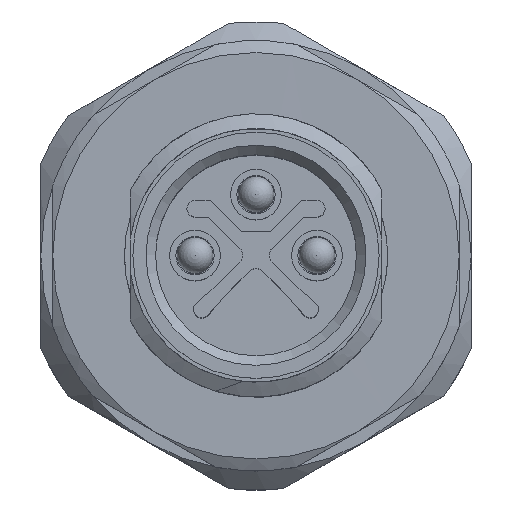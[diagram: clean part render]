
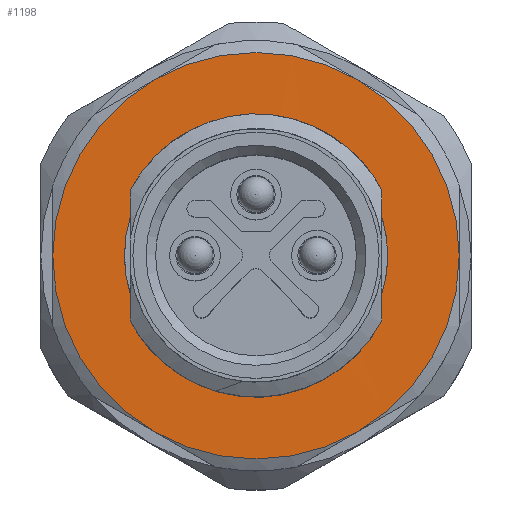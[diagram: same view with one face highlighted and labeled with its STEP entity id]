
A CAD part, top view. The second image highlights one B-rep face of the part: STEP entity #1198.
In plain terms, the highlighted planar face has unit normal (0, 0, 1).
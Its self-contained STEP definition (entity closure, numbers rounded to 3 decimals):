
#737=B_SPLINE_CURVE_WITH_KNOTS('',3,(#5938,#5939,#5940,#5941,#5942,#5943),
 .UNSPECIFIED.,.F.,.F.,(4,2,4),(0.,0.5,1.),.UNSPECIFIED.);
#740=B_SPLINE_CURVE_WITH_KNOTS('',3,(#5958,#5959,#5960,#5961),
 .UNSPECIFIED.,.F.,.F.,(4,4),(0.,1.),.UNSPECIFIED.);
#743=B_SPLINE_CURVE_WITH_KNOTS('',3,(#5973,#5974,#5975,#5976),
 .UNSPECIFIED.,.F.,.F.,(4,4),(0.,1.),.UNSPECIFIED.);
#745=B_SPLINE_CURVE_WITH_KNOTS('',3,(#5983,#5984,#5985,#5986),
 .UNSPECIFIED.,.F.,.F.,(4,4),(0.,1.),.UNSPECIFIED.);
#749=B_SPLINE_CURVE_WITH_KNOTS('',3,(#6011,#6012,#6013,#6014),
 .UNSPECIFIED.,.F.,.F.,(4,4),(0.,1.),.UNSPECIFIED.);
#750=B_SPLINE_CURVE_WITH_KNOTS('',3,(#6075,#6076,#6077,#6078),
 .UNSPECIFIED.,.F.,.F.,(4,4),(0.,1.),.UNSPECIFIED.);
#751=B_SPLINE_CURVE_WITH_KNOTS('',3,(#6084,#6085,#6086,#6087),
 .UNSPECIFIED.,.F.,.F.,(4,4),(0.,1.),.UNSPECIFIED.);
#752=B_SPLINE_CURVE_WITH_KNOTS('',3,(#6092,#6093,#6094,#6095),
 .UNSPECIFIED.,.F.,.F.,(4,4),(0.,1.),.UNSPECIFIED.);
#1198=ADVANCED_FACE('',(#1499,#1500),#1436,.T.);
#1436=PLANE('',#4686);
#1499=FACE_BOUND('',#1625,.T.);
#1500=FACE_BOUND('',#1626,.T.);
#1625=EDGE_LOOP('',(#2045,#2046,#2047,#2048,#2049,#2050,#2051,#2052,#2053,
#2054));
#1626=EDGE_LOOP('',(#2055,#2056,#2057,#2058,#2059,#2060));
#2045=ORIENTED_EDGE('',*,*,#3885,.F.);
#2046=ORIENTED_EDGE('',*,*,#3881,.F.);
#2047=ORIENTED_EDGE('',*,*,#3867,.T.);
#2048=ORIENTED_EDGE('',*,*,#3870,.T.);
#2049=ORIENTED_EDGE('',*,*,#3880,.T.);
#2050=ORIENTED_EDGE('',*,*,#3884,.F.);
#2051=ORIENTED_EDGE('',*,*,#3886,.F.);
#2052=ORIENTED_EDGE('',*,*,#3875,.F.);
#2053=ORIENTED_EDGE('',*,*,#3873,.T.);
#2054=ORIENTED_EDGE('',*,*,#3887,.F.);
#2055=ORIENTED_EDGE('',*,*,#3865,.F.);
#2056=ORIENTED_EDGE('',*,*,#3864,.F.);
#2057=ORIENTED_EDGE('',*,*,#3863,.F.);
#2058=ORIENTED_EDGE('',*,*,#3862,.F.);
#2059=ORIENTED_EDGE('',*,*,#3861,.F.);
#2060=ORIENTED_EDGE('',*,*,#3860,.F.);
#3335=VERTEX_POINT('',#5828);
#3338=VERTEX_POINT('',#5844);
#3341=VERTEX_POINT('',#5860);
#3344=VERTEX_POINT('',#5876);
#3347=VERTEX_POINT('',#5892);
#3350=VERTEX_POINT('',#5908);
#3352=VERTEX_POINT('',#5937);
#3353=VERTEX_POINT('',#5944);
#3355=VERTEX_POINT('',#5957);
#3356=VERTEX_POINT('',#5971);
#3358=VERTEX_POINT('',#5977);
#3359=VERTEX_POINT('',#5987);
#3362=VERTEX_POINT('',#6010);
#3363=VERTEX_POINT('',#6079);
#3364=VERTEX_POINT('',#6083);
#3365=VERTEX_POINT('',#6090);
#3860=EDGE_CURVE('',#3350,#3335,#4529,.T.);
#3861=EDGE_CURVE('',#3335,#3338,#4530,.T.);
#3862=EDGE_CURVE('',#3338,#3341,#4531,.T.);
#3863=EDGE_CURVE('',#3341,#3344,#4532,.T.);
#3864=EDGE_CURVE('',#3344,#3347,#4533,.T.);
#3865=EDGE_CURVE('',#3347,#3350,#4534,.T.);
#3867=EDGE_CURVE('',#3353,#3352,#737,.T.);
#3870=EDGE_CURVE('',#3352,#3355,#740,.T.);
#3873=EDGE_CURVE('',#3358,#3356,#743,.T.);
#3875=EDGE_CURVE('',#3358,#3359,#745,.T.);
#3880=EDGE_CURVE('',#3355,#3362,#749,.T.);
#3881=EDGE_CURVE('',#3353,#3363,#750,.T.);
#3884=EDGE_CURVE('',#3364,#3362,#751,.T.);
#3885=EDGE_CURVE('',#3363,#3365,#4535,.T.);
#3886=EDGE_CURVE('',#3359,#3364,#4536,.T.);
#3887=EDGE_CURVE('',#3365,#3356,#752,.T.);
#4529=CIRCLE('',#4666,8.5);
#4530=CIRCLE('',#4668,8.5);
#4531=CIRCLE('',#4670,8.5);
#4532=CIRCLE('',#4672,8.5);
#4533=CIRCLE('',#4674,8.5);
#4534=CIRCLE('',#4676,8.5);
#4535=CIRCLE('',#4684,5.5);
#4536=CIRCLE('',#4685,5.5);
#4666=AXIS2_PLACEMENT_3D('',#5914,#5040,#5041);
#4668=AXIS2_PLACEMENT_3D('',#5916,#5044,#5045);
#4670=AXIS2_PLACEMENT_3D('',#5918,#5048,#5049);
#4672=AXIS2_PLACEMENT_3D('',#5920,#5052,#5053);
#4674=AXIS2_PLACEMENT_3D('',#5922,#5056,#5057);
#4676=AXIS2_PLACEMENT_3D('',#5924,#5060,#5061);
#4684=AXIS2_PLACEMENT_3D('',#6089,#5079,#5080);
#4685=AXIS2_PLACEMENT_3D('',#6091,#5081,#5082);
#4686=AXIS2_PLACEMENT_3D('',#6096,#5083,#5084);
#5040=DIRECTION('',(0.,0.,-1.));
#5041=DIRECTION('',(0.5,0.866,0.));
#5044=DIRECTION('',(0.,0.,-1.));
#5045=DIRECTION('',(1.,0.,0.));
#5048=DIRECTION('',(0.,0.,-1.));
#5049=DIRECTION('',(0.5,-0.866,0.));
#5052=DIRECTION('',(0.,0.,-1.));
#5053=DIRECTION('',(-0.5,-0.866,0.));
#5056=DIRECTION('',(0.,0.,-1.));
#5057=DIRECTION('',(-1.,0.,0.));
#5060=DIRECTION('',(0.,0.,-1.));
#5061=DIRECTION('',(-0.5,0.866,0.));
#5079=DIRECTION('',(0.,0.,1.));
#5080=DIRECTION('',(1.,0.,0.));
#5081=DIRECTION('',(0.,0.,1.));
#5082=DIRECTION('',(1.,0.,0.));
#5083=DIRECTION('',(0.,0.,1.));
#5084=DIRECTION('',(1.,0.,0.));
#5828=CARTESIAN_POINT('',(8.5,0.,-0.5));
#5844=CARTESIAN_POINT('',(4.25,-7.361,-0.5));
#5860=CARTESIAN_POINT('',(-4.25,-7.361,-0.5));
#5876=CARTESIAN_POINT('',(-8.5,0.,-0.5));
#5892=CARTESIAN_POINT('',(-4.25,7.361,-0.5));
#5908=CARTESIAN_POINT('',(4.25,7.361,-0.5));
#5914=CARTESIAN_POINT('',(0.,0.,-0.5));
#5916=CARTESIAN_POINT('',(0.,0.,-0.5));
#5918=CARTESIAN_POINT('',(0.,0.,-0.5));
#5920=CARTESIAN_POINT('',(0.,0.,-0.5));
#5922=CARTESIAN_POINT('',(0.,0.,-0.5));
#5924=CARTESIAN_POINT('',(0.,0.,-0.5));
#5937=CARTESIAN_POINT('',(1.019,5.836,-0.498));
#5938=CARTESIAN_POINT('',(-5.25,1.746,-0.5));
#5939=CARTESIAN_POINT('',(-4.89,3.046,-0.5));
#5940=CARTESIAN_POINT('',(-4.056,4.183,-0.5));
#5941=CARTESIAN_POINT('',(-1.77,5.686,-0.5));
#5942=CARTESIAN_POINT('',(-0.364,6.013,-0.5));
#5943=CARTESIAN_POINT('',(1.019,5.837,-0.5));
#5944=CARTESIAN_POINT('',(-5.25,1.746,-0.5));
#5957=CARTESIAN_POINT('',(4.738,3.557,-0.5));
#5958=CARTESIAN_POINT('',(1.019,5.837,-0.5));
#5959=CARTESIAN_POINT('',(2.496,5.577,-0.5));
#5960=CARTESIAN_POINT('',(3.833,4.765,-0.5));
#5961=CARTESIAN_POINT('',(4.738,3.557,-0.5));
#5971=CARTESIAN_POINT('',(3.495,-4.251,-0.499));
#5973=CARTESIAN_POINT('',(5.25,-2.071,-0.5));
#5974=CARTESIAN_POINT('',(4.846,-2.965,-0.5));
#5975=CARTESIAN_POINT('',(4.262,-3.692,-0.5));
#5976=CARTESIAN_POINT('',(3.497,-4.253,-0.5));
#5977=CARTESIAN_POINT('',(5.25,-2.071,-0.5));
#5983=CARTESIAN_POINT('',(5.25,-2.071,-0.5));
#5984=CARTESIAN_POINT('',(5.25,-1.927,-0.5));
#5985=CARTESIAN_POINT('',(5.25,-1.783,-0.5));
#5986=CARTESIAN_POINT('',(5.25,-1.639,-0.5));
#5987=CARTESIAN_POINT('',(5.25,-1.639,-0.5));
#6010=CARTESIAN_POINT('',(5.25,2.639,-0.5));
#6011=CARTESIAN_POINT('',(4.738,3.557,-0.5));
#6012=CARTESIAN_POINT('',(4.937,3.264,-0.5));
#6013=CARTESIAN_POINT('',(5.108,2.958,-0.5));
#6014=CARTESIAN_POINT('',(5.25,2.639,-0.5));
#6075=CARTESIAN_POINT('',(-5.25,1.746,-0.5));
#6076=CARTESIAN_POINT('',(-5.25,1.711,-0.5));
#6077=CARTESIAN_POINT('',(-5.25,1.675,-0.5));
#6078=CARTESIAN_POINT('',(-5.25,1.639,-0.5));
#6079=CARTESIAN_POINT('',(-5.25,1.639,-0.5));
#6083=CARTESIAN_POINT('',(5.25,1.639,-0.5));
#6084=CARTESIAN_POINT('',(5.25,1.639,-0.5));
#6085=CARTESIAN_POINT('',(5.25,1.973,-0.5));
#6086=CARTESIAN_POINT('',(5.25,2.306,-0.5));
#6087=CARTESIAN_POINT('',(5.25,2.639,-0.5));
#6089=CARTESIAN_POINT('',(0.,0.,-0.5));
#6090=CARTESIAN_POINT('',(3.408,-4.314,-0.499));
#6091=CARTESIAN_POINT('',(0.,0.,-0.5));
#6092=CARTESIAN_POINT('',(3.409,-4.316,-0.5));
#6093=CARTESIAN_POINT('',(3.437,-4.294,-0.5));
#6094=CARTESIAN_POINT('',(3.465,-4.271,-0.5));
#6095=CARTESIAN_POINT('',(3.493,-4.248,-0.5));
#6096=CARTESIAN_POINT('',(7.75,0.,-0.5));
